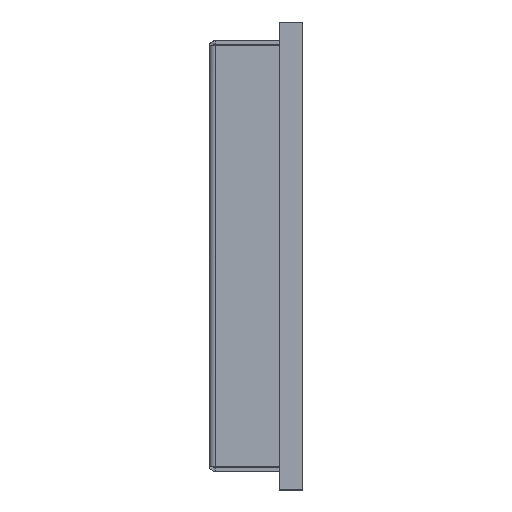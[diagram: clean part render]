
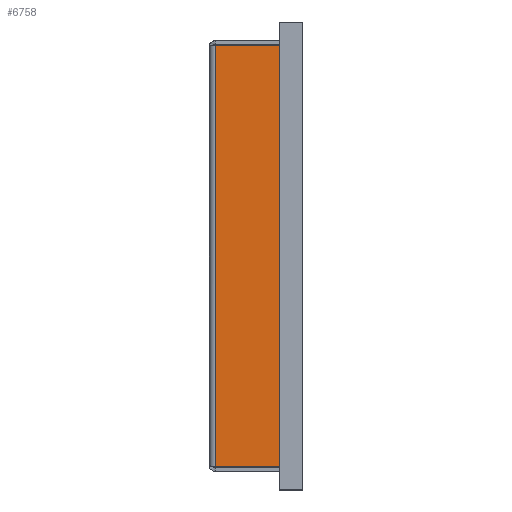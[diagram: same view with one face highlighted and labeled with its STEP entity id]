
A CAD part, left-side view. The second image highlights one B-rep face of the part: STEP entity #6758.
In plain terms, the highlighted planar face has unit normal (-1, 0, 0).
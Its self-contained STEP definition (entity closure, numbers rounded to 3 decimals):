
#90 = CARTESIAN_POINT ( 'NONE',  ( -18.2, 3.75, -9.014 ) ) ;
#585 = VECTOR ( 'NONE', #7008, 1000. ) ;
#615 = CARTESIAN_POINT ( 'NONE',  ( -18.2, 1., -9.014 ) ) ;
#766 = DIRECTION ( 'NONE',  ( 0., 1., 0. ) ) ;
#912 = AXIS2_PLACEMENT_3D ( 'NONE', #5702, #2400, #766 ) ;
#999 = EDGE_CURVE ( 'NONE', #3204, #7030, #3898, .T. ) ;
#1385 = VERTEX_POINT ( 'NONE', #90 ) ;
#1657 = VECTOR ( 'NONE', #4652, 1000. ) ;
#1969 = CARTESIAN_POINT ( 'NONE',  ( -18.2, 3.75, 9.2 ) ) ;
#2400 = DIRECTION ( 'NONE',  ( 1., 0., 0. ) ) ;
#3155 = CARTESIAN_POINT ( 'NONE',  ( -18.2, 0., -9.014 ) ) ;
#3168 = LINE ( 'NONE', #1969, #585 ) ;
#3204 = VERTEX_POINT ( 'NONE', #5772 ) ;
#3303 = EDGE_CURVE ( 'NONE', #1385, #4190, #3986, .T. ) ;
#3898 = LINE ( 'NONE', #4676, #1657 ) ;
#3968 = EDGE_CURVE ( 'NONE', #1385, #3204, #3168, .T. ) ;
#3986 = LINE ( 'NONE', #3155, #5372 ) ;
#4115 = LINE ( 'NONE', #4357, #6488 ) ;
#4190 = VERTEX_POINT ( 'NONE', #615 ) ;
#4303 = DIRECTION ( 'NONE',  ( 0., 0., -1. ) ) ;
#4357 = CARTESIAN_POINT ( 'NONE',  ( -18.2, 1., 9.2 ) ) ;
#4652 = DIRECTION ( 'NONE',  ( 0., -1., 0. ) ) ;
#4676 = CARTESIAN_POINT ( 'NONE',  ( -18.2, 3.85, 9.014 ) ) ;
#4947 = DIRECTION ( 'NONE',  ( 0., -1., 0. ) ) ;
#5230 = EDGE_LOOP ( 'NONE', ( #5572, #6970, #6724, #5313 ) ) ;
#5313 = ORIENTED_EDGE ( 'NONE', *, *, #999, .F. ) ;
#5372 = VECTOR ( 'NONE', #4947, 1000. ) ;
#5572 = ORIENTED_EDGE ( 'NONE', *, *, #3968, .F. ) ;
#5679 = PLANE ( 'NONE',  #912 ) ;
#5702 = CARTESIAN_POINT ( 'NONE',  ( -18.2, 0., 0. ) ) ;
#5772 = CARTESIAN_POINT ( 'NONE',  ( -18.2, 3.75, 9.014 ) ) ;
#5868 = FACE_OUTER_BOUND ( 'NONE', #5230, .T. ) ;
#6488 = VECTOR ( 'NONE', #4303, 1000. ) ;
#6724 = ORIENTED_EDGE ( 'NONE', *, *, #7055, .F. ) ;
#6758 = ADVANCED_FACE ( 'NONE', ( #5868 ), #5679, .F. ) ;
#6970 = ORIENTED_EDGE ( 'NONE', *, *, #3303, .T. ) ;
#7008 = DIRECTION ( 'NONE',  ( 0., 0., 1. ) ) ;
#7030 = VERTEX_POINT ( 'NONE', #7064 ) ;
#7055 = EDGE_CURVE ( 'NONE', #7030, #4190, #4115, .T. ) ;
#7064 = CARTESIAN_POINT ( 'NONE',  ( -18.2, 1., 9.014 ) ) ;
